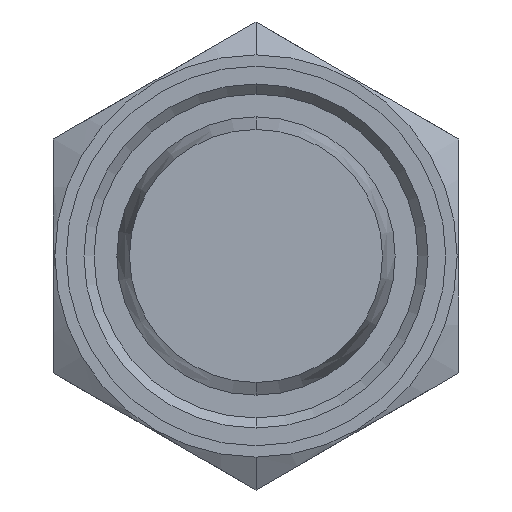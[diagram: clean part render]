
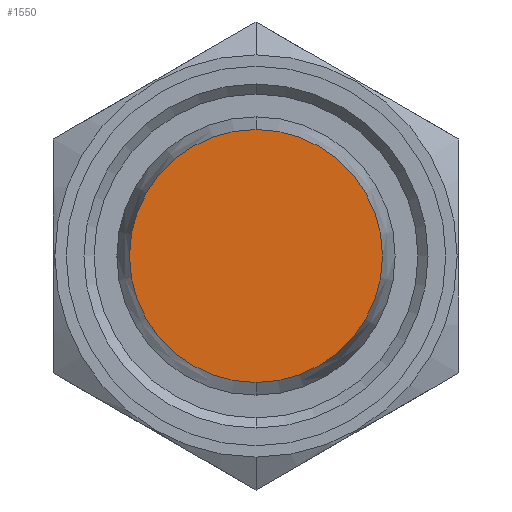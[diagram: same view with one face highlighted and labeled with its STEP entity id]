
A CAD part, front view. The second image highlights one B-rep face of the part: STEP entity #1550.
In plain terms, the highlighted planar face has unit normal (0, -1, 0).
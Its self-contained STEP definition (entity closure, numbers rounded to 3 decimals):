
#5=CARTESIAN_POINT('',(0.,-9.5,0.));
#6=DIRECTION('',(0.,-1.,0.));
#7=DIRECTION('',(0.,0.,-1.));
#8=AXIS2_PLACEMENT_3D('',#5,#6,#7);
#14=CARTESIAN_POINT('',(0.,-9.5,0.));
#15=DIRECTION('',(0.,1.,0.));
#16=DIRECTION('',(0.,0.,-1.));
#17=AXIS2_PLACEMENT_3D('',#14,#15,#16);
#1366=CARTESIAN_POINT('',(0.,-9.5,-2.5));
#1368=VERTEX_POINT('',#1366);
#1370=CARTESIAN_POINT('',(0.,-9.5,2.5));
#1372=VERTEX_POINT('',#1370);
#1539=CARTESIAN_POINT('',(0.,-9.5,0.));
#1540=DIRECTION('',(0.,1.,0.));
#1541=DIRECTION('',(0.,0.,-1.));
#1542=AXIS2_PLACEMENT_3D('',#1539,#1540,#1541);
#1543=PLANE('',#1542);
#1545=ORIENTED_EDGE('',*,*,#1544,.F.);
#1547=ORIENTED_EDGE('',*,*,#1546,.T.);
#1548=EDGE_LOOP('',(#1545,#1547));
#1549=FACE_OUTER_BOUND('',#1548,.F.);
#9=CIRCLE('',#8,2.5);
#18=CIRCLE('',#17,2.5);
#1544=EDGE_CURVE('',#1368,#1372,#9,.T.);
#1546=EDGE_CURVE('',#1368,#1372,#18,.T.);
#1550=ADVANCED_FACE('',(#1549),#1543,.F.);
